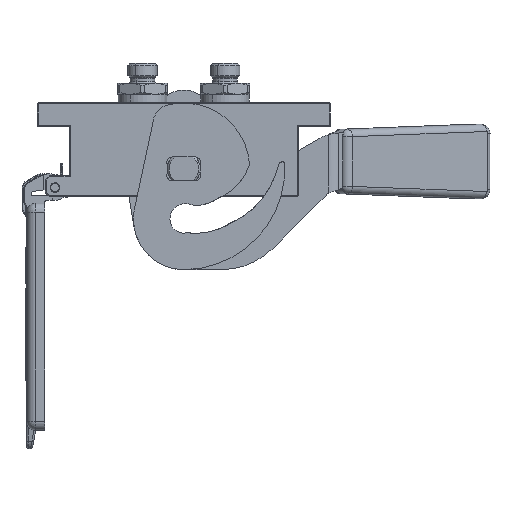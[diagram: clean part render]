
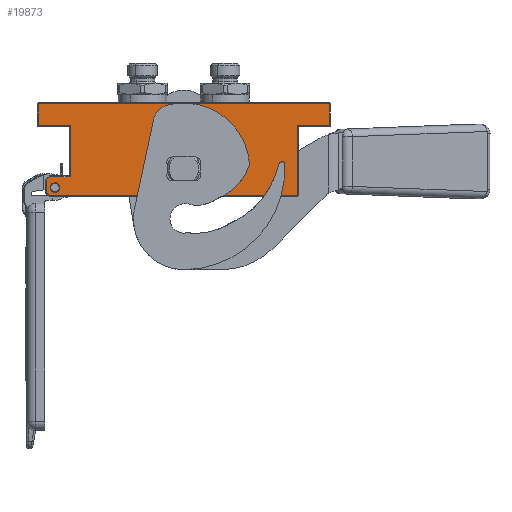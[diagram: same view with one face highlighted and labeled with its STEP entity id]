
A CAD part, front view. The second image highlights one B-rep face of the part: STEP entity #19873.
In plain terms, the highlighted planar face has unit normal (0, -1, 0).
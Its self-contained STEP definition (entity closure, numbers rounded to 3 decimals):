
#925 = DIRECTION ( 'NONE',  ( 0., 1., 0. ) ) ;
#1183 = VERTEX_POINT ( 'NONE', #45096 ) ;
#2499 = VECTOR ( 'NONE', #13624, 1000. ) ;
#4101 = ORIENTED_EDGE ( 'NONE', *, *, #35774, .T. ) ;
#4117 = PLANE ( 'NONE',  #83152 ) ;
#4170 = AXIS2_PLACEMENT_3D ( 'NONE', #48533, #84332, #35070 ) ;
#4855 = VECTOR ( 'NONE', #36494, 1000. ) ;
#5399 = VERTEX_POINT ( 'NONE', #16012 ) ;
#5916 = EDGE_CURVE ( 'NONE', #1183, #9852, #10103, .T. ) ;
#5959 = LINE ( 'NONE', #45509, #46399 ) ;
#6432 = CARTESIAN_POINT ( 'NONE',  ( -62., 0., -12.5 ) ) ;
#6460 = DIRECTION ( 'NONE',  ( 1., 0., 0. ) ) ;
#6570 = VECTOR ( 'NONE', #27247, 1000. ) ;
#7918 = DIRECTION ( 'NONE',  ( 0., 0., 1. ) ) ;
#8686 = VECTOR ( 'NONE', #50393, 1000. ) ;
#9058 = DIRECTION ( 'NONE',  ( 0., 0., -1. ) ) ;
#9304 = ORIENTED_EDGE ( 'NONE', *, *, #14970, .T. ) ;
#9760 = FACE_OUTER_BOUND ( 'NONE', #79123, .T. ) ;
#9852 = VERTEX_POINT ( 'NONE', #62054 ) ;
#9859 = LINE ( 'NONE', #51606, #77699 ) ;
#10103 = CIRCLE ( 'NONE', #10977, 11.3 ) ;
#10977 = AXIS2_PLACEMENT_3D ( 'NONE', #84724, #925, #7918 ) ;
#12463 = CARTESIAN_POINT ( 'NONE',  ( 62., 0., -50.8 ) ) ;
#13624 = DIRECTION ( 'NONE',  ( 1., 0., 0. ) ) ;
#14970 = EDGE_CURVE ( 'NONE', #5399, #47982, #89159, .T. ) ;
#16012 = CARTESIAN_POINT ( 'NONE',  ( -79.5, 0., -0.5 ) ) ;
#16202 = AXIS2_PLACEMENT_3D ( 'NONE', #81047, #39143, #60208 ) ;
#16403 = DIRECTION ( 'NONE',  ( -0.707, 0., 0.707 ) ) ;
#17361 = EDGE_CURVE ( 'NONE', #69435, #75256, #41811, .T. ) ;
#18980 = VERTEX_POINT ( 'NONE', #32081 ) ;
#19688 = DIRECTION ( 'NONE',  ( 1., 0., 0. ) ) ;
#19873 = ADVANCED_FACE ( 'NONE', ( #9760, #87463, #38192 ), #4117, .F. ) ;
#20084 = VECTOR ( 'NONE', #16403, 1000. ) ;
#20720 = VERTEX_POINT ( 'NONE', #40313 ) ;
#23161 = CARTESIAN_POINT ( 'NONE',  ( -73.293, 0., -50.8 ) ) ;
#23385 = CARTESIAN_POINT ( 'NONE',  ( -75., 0., -49.093 ) ) ;
#23837 = EDGE_CURVE ( 'NONE', #49782, #73847, #88102, .T. ) ;
#24127 = DIRECTION ( 'NONE',  ( 1., 0., 0. ) ) ;
#25091 = CARTESIAN_POINT ( 'NONE',  ( 62., 0., -12.5 ) ) ;
#27247 = DIRECTION ( 'NONE',  ( 0., 0., -1. ) ) ;
#27466 = CARTESIAN_POINT ( 'NONE',  ( -67.75, 0., -46.3 ) ) ;
#27972 = VECTOR ( 'NONE', #63785, 1000. ) ;
#31973 = ORIENTED_EDGE ( 'NONE', *, *, #5916, .T. ) ;
#32081 = CARTESIAN_POINT ( 'NONE',  ( -62., 0., -12.5 ) ) ;
#34516 = ORIENTED_EDGE ( 'NONE', *, *, #23837, .T. ) ;
#34568 = ORIENTED_EDGE ( 'NONE', *, *, #45108, .T. ) ;
#34807 = EDGE_LOOP ( 'NONE', ( #31973, #50740 ) ) ;
#35070 = DIRECTION ( 'NONE',  ( -1., 0., 0. ) ) ;
#35509 = DIRECTION ( 'NONE',  ( 1., 0., 0. ) ) ;
#35774 = EDGE_CURVE ( 'NONE', #75256, #5399, #73132, .T. ) ;
#36494 = DIRECTION ( 'NONE',  ( -1., 0., 0. ) ) ;
#37204 = ORIENTED_EDGE ( 'NONE', *, *, #69589, .F. ) ;
#37812 = LINE ( 'NONE', #62323, #27972 ) ;
#38192 = FACE_BOUND ( 'NONE', #89055, .T. ) ;
#39143 = DIRECTION ( 'NONE',  ( 0., 1., 0. ) ) ;
#39879 = CARTESIAN_POINT ( 'NONE',  ( 0., 0., 0. ) ) ;
#40313 = CARTESIAN_POINT ( 'NONE',  ( -72.85, 0., -46.3 ) ) ;
#40437 = CARTESIAN_POINT ( 'NONE',  ( -73.293, 0., -50.8 ) ) ;
#40920 = VECTOR ( 'NONE', #9058, 1000. ) ;
#41811 = LINE ( 'NONE', #46164, #72421 ) ;
#42160 = CARTESIAN_POINT ( 'NONE',  ( -62., 0., -40.5 ) ) ;
#42724 = CARTESIAN_POINT ( 'NONE',  ( 79.5, 0., -12.5 ) ) ;
#44901 = LINE ( 'NONE', #6432, #6570 ) ;
#45096 = CARTESIAN_POINT ( 'NONE',  ( 0., 0., -24.8 ) ) ;
#45108 = EDGE_CURVE ( 'NONE', #57219, #47837, #37812, .T. ) ;
#45509 = CARTESIAN_POINT ( 'NONE',  ( -75., 0., -42.207 ) ) ;
#46164 = CARTESIAN_POINT ( 'NONE',  ( 79.5, 0., -12.5 ) ) ;
#46309 = LINE ( 'NONE', #23161, #20084 ) ;
#46399 = VECTOR ( 'NONE', #67453, 1000. ) ;
#46531 = EDGE_CURVE ( 'NONE', #57514, #73847, #5959, .T. ) ;
#47683 = CARTESIAN_POINT ( 'NONE',  ( -79.5, 0., -12.5 ) ) ;
#47837 = VERTEX_POINT ( 'NONE', #25091 ) ;
#47838 = CARTESIAN_POINT ( 'NONE',  ( -73.293, 0., -40.5 ) ) ;
#47982 = VERTEX_POINT ( 'NONE', #47683 ) ;
#48533 = CARTESIAN_POINT ( 'NONE',  ( -70.3, 0., -46.3 ) ) ;
#49159 = EDGE_CURVE ( 'NONE', #9852, #1183, #75660, .T. ) ;
#49782 = VERTEX_POINT ( 'NONE', #42160 ) ;
#50393 = DIRECTION ( 'NONE',  ( 0., 0., -1. ) ) ;
#50740 = ORIENTED_EDGE ( 'NONE', *, *, #49159, .T. ) ;
#51606 = CARTESIAN_POINT ( 'NONE',  ( -73.293, 0., -50.8 ) ) ;
#53846 = ORIENTED_EDGE ( 'NONE', *, *, #73049, .T. ) ;
#55860 = EDGE_CURVE ( 'NONE', #18980, #49782, #44901, .T. ) ;
#56743 = CARTESIAN_POINT ( 'NONE',  ( -75., 0., -42.207 ) ) ;
#57219 = VERTEX_POINT ( 'NONE', #12463 ) ;
#57514 = VERTEX_POINT ( 'NONE', #56743 ) ;
#58276 = LINE ( 'NONE', #63411, #2499 ) ;
#59719 = AXIS2_PLACEMENT_3D ( 'NONE', #90652, #83547, #6460 ) ;
#60029 = VECTOR ( 'NONE', #86422, 1000. ) ;
#60208 = DIRECTION ( 'NONE',  ( 0., 0., -1. ) ) ;
#61881 = DIRECTION ( 'NONE',  ( 0., 1., 0. ) ) ;
#62054 = CARTESIAN_POINT ( 'NONE',  ( 0., 0., -47.4 ) ) ;
#62108 = VERTEX_POINT ( 'NONE', #27466 ) ;
#62323 = CARTESIAN_POINT ( 'NONE',  ( 62., 0., -50.8 ) ) ;
#62463 = CARTESIAN_POINT ( 'NONE',  ( -62., 0., -40.5 ) ) ;
#63411 = CARTESIAN_POINT ( 'NONE',  ( 62., 0., -12.5 ) ) ;
#63743 = ORIENTED_EDGE ( 'NONE', *, *, #17361, .T. ) ;
#63785 = DIRECTION ( 'NONE',  ( 0., 0., 1. ) ) ;
#64601 = CARTESIAN_POINT ( 'NONE',  ( 79.5, 0., -0.5 ) ) ;
#67171 = DIRECTION ( 'NONE',  ( 0., 0., 1. ) ) ;
#67299 = ORIENTED_EDGE ( 'NONE', *, *, #85753, .F. ) ;
#67453 = DIRECTION ( 'NONE',  ( 0.707, 0., 0.707 ) ) ;
#69435 = VERTEX_POINT ( 'NONE', #42724 ) ;
#69589 = EDGE_CURVE ( 'NONE', #75952, #75760, #46309, .T. ) ;
#71639 = CIRCLE ( 'NONE', #4170, 2.55 ) ;
#72421 = VECTOR ( 'NONE', #67171, 1000. ) ;
#72968 = CARTESIAN_POINT ( 'NONE',  ( -79.5, 0., -0.5 ) ) ;
#73049 = EDGE_CURVE ( 'NONE', #75952, #57219, #9859, .T. ) ;
#73132 = LINE ( 'NONE', #64601, #60029 ) ;
#73847 = VERTEX_POINT ( 'NONE', #47838 ) ;
#75256 = VERTEX_POINT ( 'NONE', #76931 ) ;
#75509 = LINE ( 'NONE', #84709, #8686 ) ;
#75660 = CIRCLE ( 'NONE', #16202, 11.3 ) ;
#75760 = VERTEX_POINT ( 'NONE', #23385 ) ;
#75952 = VERTEX_POINT ( 'NONE', #40437 ) ;
#76772 = EDGE_CURVE ( 'NONE', #20720, #62108, #71639, .T. ) ;
#76931 = CARTESIAN_POINT ( 'NONE',  ( 79.5, 0., -0.5 ) ) ;
#77403 = CARTESIAN_POINT ( 'NONE',  ( -79.5, 0., -12.5 ) ) ;
#77699 = VECTOR ( 'NONE', #24127, 1000. ) ;
#77720 = ORIENTED_EDGE ( 'NONE', *, *, #46531, .F. ) ;
#79123 = EDGE_LOOP ( 'NONE', ( #88844, #79571, #34516, #77720, #86460, #37204, #53846, #34568, #80146, #63743, #4101, #9304 ) ) ;
#79342 = LINE ( 'NONE', #77403, #90400 ) ;
#79571 = ORIENTED_EDGE ( 'NONE', *, *, #55860, .T. ) ;
#80146 = ORIENTED_EDGE ( 'NONE', *, *, #84157, .T. ) ;
#81047 = CARTESIAN_POINT ( 'NONE',  ( 0., 0., -36.1 ) ) ;
#83152 = AXIS2_PLACEMENT_3D ( 'NONE', #39879, #61881, #19688 ) ;
#83547 = DIRECTION ( 'NONE',  ( 0., -1., 0. ) ) ;
#83638 = ORIENTED_EDGE ( 'NONE', *, *, #76772, .F. ) ;
#84157 = EDGE_CURVE ( 'NONE', #47837, #69435, #58276, .T. ) ;
#84332 = DIRECTION ( 'NONE',  ( 0., -1., 0. ) ) ;
#84709 = CARTESIAN_POINT ( 'NONE',  ( -75., 0., -42.207 ) ) ;
#84724 = CARTESIAN_POINT ( 'NONE',  ( 0., 0., -36.1 ) ) ;
#85753 = EDGE_CURVE ( 'NONE', #62108, #20720, #87022, .T. ) ;
#85823 = EDGE_CURVE ( 'NONE', #47982, #18980, #79342, .T. ) ;
#86422 = DIRECTION ( 'NONE',  ( -1., 0., 0. ) ) ;
#86460 = ORIENTED_EDGE ( 'NONE', *, *, #90044, .T. ) ;
#87022 = CIRCLE ( 'NONE', #59719, 2.55 ) ;
#87463 = FACE_BOUND ( 'NONE', #34807, .T. ) ;
#88102 = LINE ( 'NONE', #62463, #4855 ) ;
#88844 = ORIENTED_EDGE ( 'NONE', *, *, #85823, .T. ) ;
#89055 = EDGE_LOOP ( 'NONE', ( #83638, #67299 ) ) ;
#89159 = LINE ( 'NONE', #72968, #40920 ) ;
#90044 = EDGE_CURVE ( 'NONE', #57514, #75760, #75509, .T. ) ;
#90400 = VECTOR ( 'NONE', #35509, 1000. ) ;
#90652 = CARTESIAN_POINT ( 'NONE',  ( -70.3, 0., -46.3 ) ) ;
